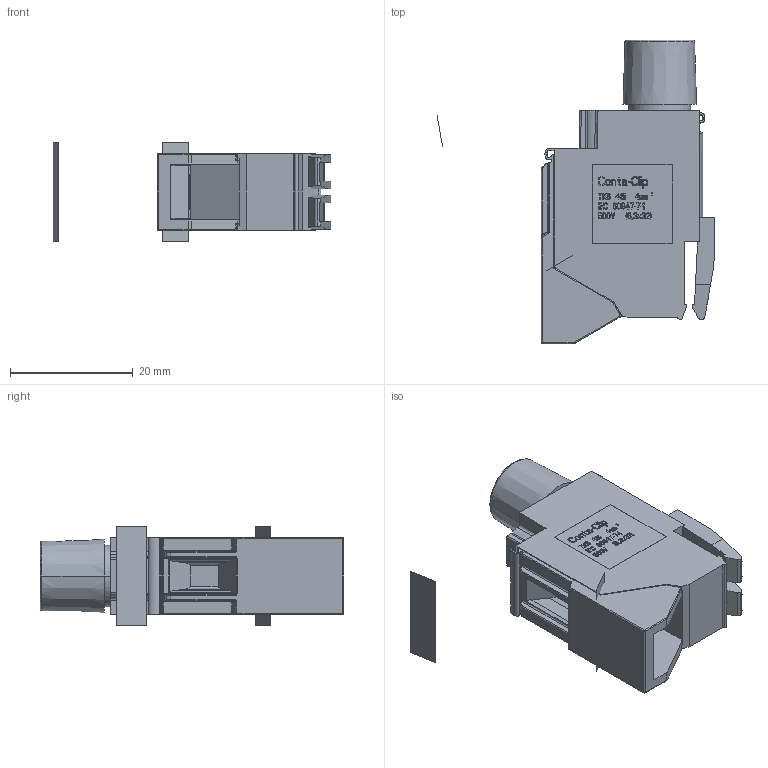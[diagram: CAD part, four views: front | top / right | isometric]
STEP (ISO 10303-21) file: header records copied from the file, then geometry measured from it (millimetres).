
FILE_DESCRIPTION((''),'2;1');
FILE_NAME('17031_3_TKS4SI_63x32_iso.stp','2010-09-14T',('Ludolph'),(''),'PRO/ENGINEER BY PARAMETRIC TECHNOLOGY CORPORATION, 2007390','PRO/ENGINEER BY PARAMETRIC TECHNOLOGY CORPORATION, 2007390','');
FILE_SCHEMA(('CONFIG_CONTROL_DESIGN'));
Length unit declared in the file: millimetre
Products named in the file (1): TKS40SI_ISO_6_3X32_3D_VOLUMEN
Bounding box: 45.17 x 49.41 x 16.19 mm (x, y, z)
Volume: 9916.1 mm3; surface area: 6151.2 mm2
Topology: 1 solids, 3 shells, 1640 faces, 4628 edges, 3050 vertices
Faces by surface type: plane 1449, cylinder 122, bspline 22, torus 17, sphere 16, cone 12, extrusion 2
Entity records: 53057 total; most frequent: CARTESIAN_POINT 10618, ORIENTED_EDGE 9248, DIRECTION 8000, EDGE_CURVE 4628, VECTOR 4284, LINE 4282, VERTEX_POINT 3050, AXIS2_PLACEMENT_3D 1858
